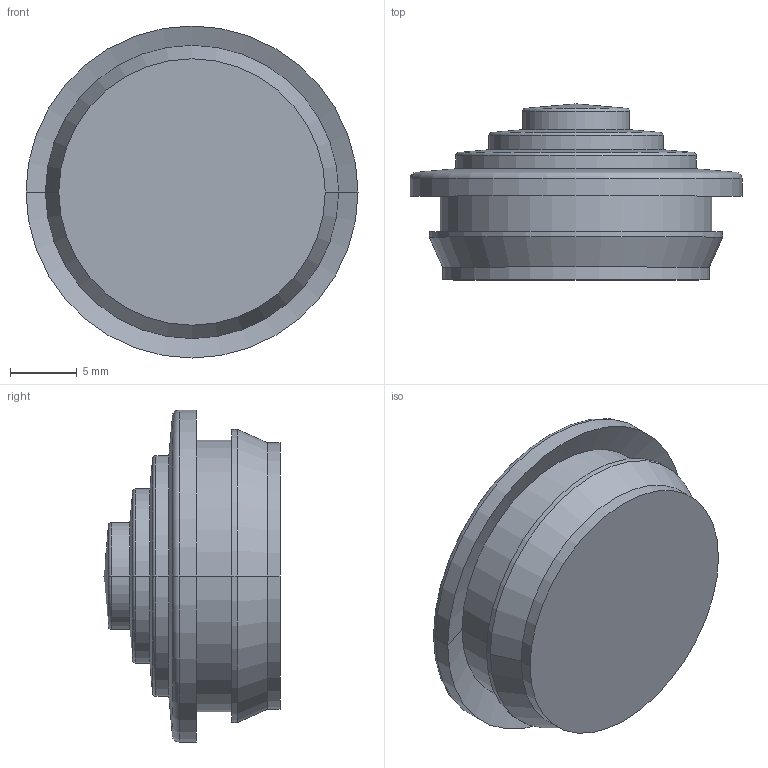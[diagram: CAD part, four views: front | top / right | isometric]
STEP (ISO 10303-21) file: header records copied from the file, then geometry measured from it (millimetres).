
FILE_DESCRIPTION((''),'2;1');
FILE_NAME('2012375','2012-08-14T',('AndreasKeweloh'),(''),'PRO/ENGINEER BY PARAMETRIC TECHNOLOGY CORPORATION, 2012130','PRO/ENGINEER BY PARAMETRIC TECHNOLOGY CORPORATION, 2012130','');
FILE_SCHEMA(('CONFIG_CONTROL_DESIGN'));
Length unit declared in the file: millimetre
Products named in the file (1): 2012375
Bounding box: 24.8 x 13.15 x 24.8 mm (x, y, z)
Volume: 3589.1 mm3; surface area: 1753.1 mm2
Topology: 1 solids, 1 shells, 38 faces, 76 edges, 39 vertices
Faces by surface type: cylinder 14, cone 12, torus 10, plane 2
Entity records: 996 total; most frequent: DIRECTION 198, CARTESIAN_POINT 151, ORIENTED_EDGE 148, AXIS2_PLACEMENT_3D 86, EDGE_CURVE 74, CIRCLE 48, VERTEX_POINT 39, EDGE_LOOP 39
